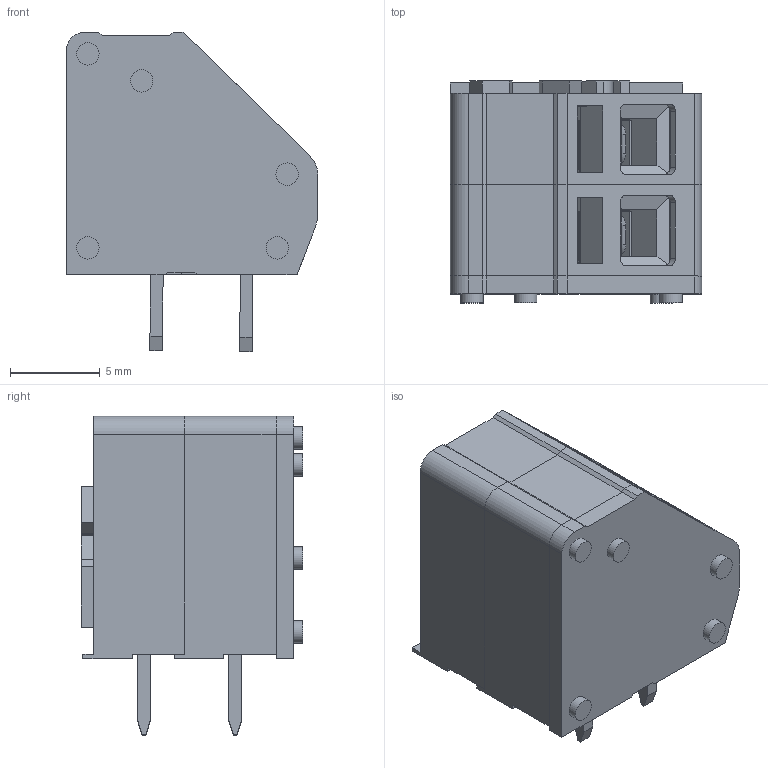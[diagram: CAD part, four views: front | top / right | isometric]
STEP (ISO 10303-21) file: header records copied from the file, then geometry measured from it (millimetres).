
FILE_DESCRIPTION(/* description */ ('Unknown'),/* implementation_level */ '2;1');
FILE_NAME(/* name */ '691408520002B',/* time_stamp */ '2020-10-02T14:10:55+02:00',/* author */ ('Unknown'),/* organization */ ('Unknown'),/* preprocessor_version */ 'ST-DEVELOPER v16.7',/* originating_system */ 'DEX',/* authorisation */ $);
FILE_SCHEMA (('AUTOMOTIVE_DESIGN {1 0 10303 214 3 1 1}'));
Length unit declared in the file: millimetre
Products named in the file (6): 6914085200xxB; 6914085200xxB_without cover; 6914085200xxB_body; 6914085200xxB_terminal; 6914085200xxB_spring; 6914085200xxB_cover
Assembly tree (6 placements, depth 3):
  6914085200xxB
    6914085200xxB_without cover  x2
      6914085200xxB_body
      6914085200xxB_terminal
      6914085200xxB_spring
    6914085200xxB_cover
Bounding box: 14 x 12.36 x 17.79 mm (x, y, z)
Volume: 1199.3 mm3; surface area: 3030.8 mm2
Topology: 7 solids, 7 shells, 565 faces, 1505 edges, 983 vertices
Faces by surface type: plane 426, cylinder 116, cone 11, sphere 8, torus 4
Full cylindrical faces by diameter (mm): 1.25 x25, 1.546 x2
Entity records: 9522 total; most frequent: CARTESIAN_POINT 1647, ORIENTED_EDGE 1582, DIRECTION 1574, EDGE_CURVE 791, LINE 636, VECTOR 636, VERTEX_POINT 530, AXIS2_PLACEMENT_3D 469
